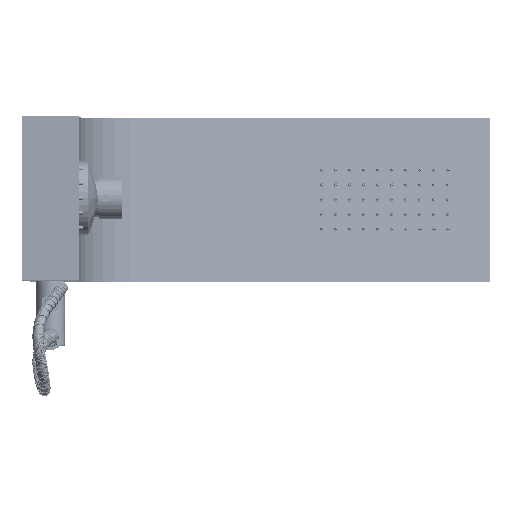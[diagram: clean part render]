
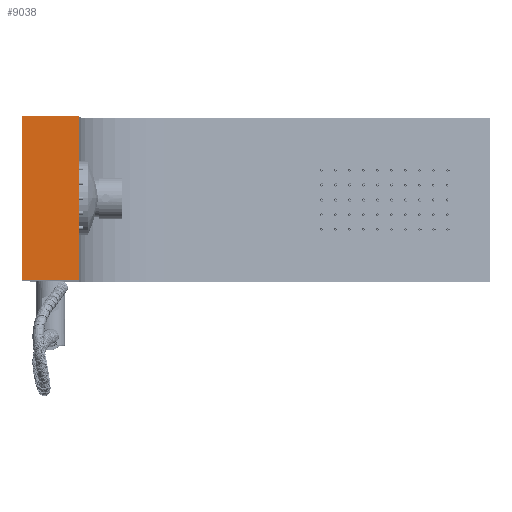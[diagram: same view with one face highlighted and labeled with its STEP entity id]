
A CAD part, top view. The second image highlights one B-rep face of the part: STEP entity #9038.
In plain terms, the highlighted planar face has unit normal (0, 0, 1).
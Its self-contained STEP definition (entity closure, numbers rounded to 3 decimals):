
#129=DIRECTION('',(0.,1.,0.));
#130=VECTOR('',#129,200.);
#131=CARTESIAN_POINT('',(70.,-100.,0.));
#132=LINE('',#131,#130);
#2826=DIRECTION('',(0.,-1.,0.));
#2827=VECTOR('',#2826,200.);
#2828=CARTESIAN_POINT('',(0.,100.,0.));
#2829=LINE('',#2828,#2827);
#3560=DIRECTION('',(-1.,0.,0.));
#3561=VECTOR('',#3560,70.);
#3562=CARTESIAN_POINT('',(70.,-100.,0.));
#3563=LINE('',#3562,#3561);
#3564=DIRECTION('',(1.,0.,0.));
#3565=VECTOR('',#3564,70.);
#3566=CARTESIAN_POINT('',(0.,100.,0.));
#3567=LINE('',#3566,#3565);
#4423=CARTESIAN_POINT('',(0.,100.,0.));
#4424=CARTESIAN_POINT('',(70.,100.,0.));
#4425=VERTEX_POINT('',#4423);
#4426=VERTEX_POINT('',#4424);
#4427=CARTESIAN_POINT('',(70.,-100.,0.));
#4428=CARTESIAN_POINT('',(0.,-100.,0.));
#4429=VERTEX_POINT('',#4427);
#4430=VERTEX_POINT('',#4428);
#9027=CARTESIAN_POINT('',(0.,0.,0.));
#9028=DIRECTION('',(0.,0.,-1.));
#9029=DIRECTION('',(-1.,0.,0.));
#9030=AXIS2_PLACEMENT_3D('',#9027,#9028,#9029);
#9031=PLANE('',#9030);
#9032=ORIENTED_EDGE('',*,*,#5783,.F.);
#9033=ORIENTED_EDGE('',*,*,#6645,.T.);
#9034=ORIENTED_EDGE('',*,*,#7860,.F.);
#9035=ORIENTED_EDGE('',*,*,#6301,.T.);
#9036=EDGE_LOOP('',(#9032,#9033,#9034,#9035));
#9037=FACE_OUTER_BOUND('',#9036,.F.);
#9038=ADVANCED_FACE('',(#9037),#9031,.F.);
#5783=EDGE_CURVE('',#4429,#4426,#132,.T.);
#6301=EDGE_CURVE('',#4425,#4426,#3567,.T.);
#6645=EDGE_CURVE('',#4429,#4430,#3563,.T.);
#7860=EDGE_CURVE('',#4425,#4430,#2829,.T.);
